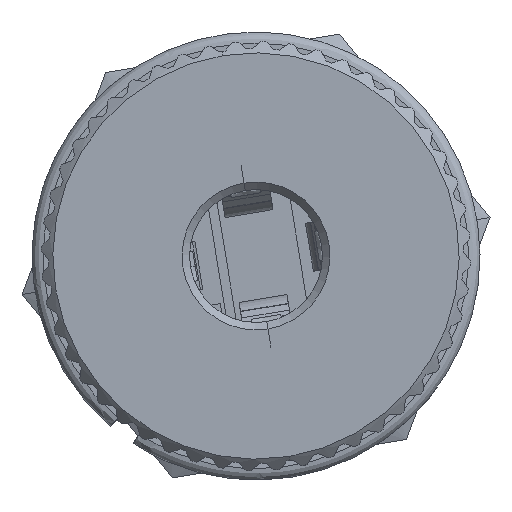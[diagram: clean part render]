
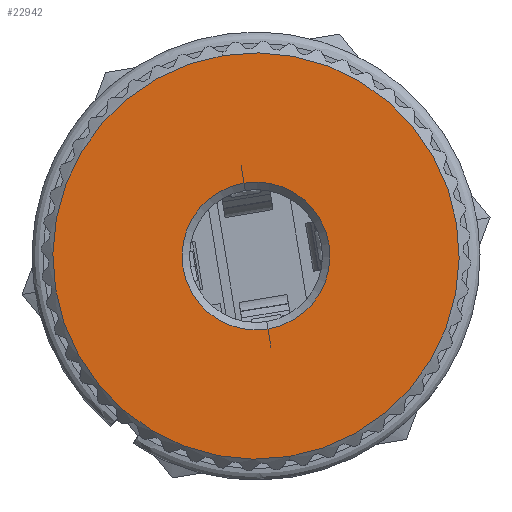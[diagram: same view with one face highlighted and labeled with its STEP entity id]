
A CAD part, left-side view. The second image highlights one B-rep face of the part: STEP entity #22942.
In plain terms, the highlighted planar face has unit normal (-1, 0, 0).
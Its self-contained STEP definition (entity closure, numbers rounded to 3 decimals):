
#1214 = ORIENTED_EDGE ( 'NONE', *, *, #32149, .T. ) ;
#1286 = VERTEX_POINT ( 'NONE', #36669 ) ;
#2100 = FACE_OUTER_BOUND ( 'NONE', #44908, .T. ) ;
#2258 = EDGE_CURVE ( 'NONE', #5994, #14444, #16653, .T. ) ;
#3353 = DIRECTION ( 'NONE',  ( 0., 0., -1. ) ) ;
#3670 = EDGE_LOOP ( 'NONE', ( #1214, #12387 ) ) ;
#5994 = VERTEX_POINT ( 'NONE', #6411 ) ;
#6411 = CARTESIAN_POINT ( 'NONE',  ( 0., 0., -1.98 ) ) ;
#6510 = AXIS2_PLACEMENT_3D ( 'NONE', #13978, #20721, #24397 ) ;
#6620 = CIRCLE ( 'NONE', #36233, 5.442 ) ;
#8084 = DIRECTION ( 'NONE',  ( 0., 0., -1. ) ) ;
#8632 = EDGE_CURVE ( 'NONE', #1286, #33872, #21247, .T. ) ;
#11808 = CARTESIAN_POINT ( 'NONE',  ( 0., 0., 0. ) ) ;
#12387 = ORIENTED_EDGE ( 'NONE', *, *, #2258, .T. ) ;
#13962 = CARTESIAN_POINT ( 'NONE',  ( 0., 0., 0. ) ) ;
#13978 = CARTESIAN_POINT ( 'NONE',  ( 0., 0., 0. ) ) ;
#14444 = VERTEX_POINT ( 'NONE', #16749 ) ;
#16653 = CIRCLE ( 'NONE', #6510, 1.98 ) ;
#16749 = CARTESIAN_POINT ( 'NONE',  ( 0., 0., 1.98 ) ) ;
#18844 = DIRECTION ( 'NONE',  ( 1., 0., 0. ) ) ;
#20361 = DIRECTION ( 'NONE',  ( 0., 0., -1. ) ) ;
#20560 = AXIS2_PLACEMENT_3D ( 'NONE', #28738, #38571, #24590 ) ;
#20721 = DIRECTION ( 'NONE',  ( 1., 0., 0. ) ) ;
#21247 = CIRCLE ( 'NONE', #20560, 5.442 ) ;
#22942 = ADVANCED_FACE ( 'NONE', ( #30677, #2100 ), #35458, .F. ) ;
#24397 = DIRECTION ( 'NONE',  ( 0., 0., -1. ) ) ;
#24590 = DIRECTION ( 'NONE',  ( 0., 0., -1. ) ) ;
#25943 = CIRCLE ( 'NONE', #38041, 1.98 ) ;
#28738 = CARTESIAN_POINT ( 'NONE',  ( 0., 0., 0. ) ) ;
#30677 = FACE_BOUND ( 'NONE', #3670, .T. ) ;
#31279 = CARTESIAN_POINT ( 'NONE',  ( 0., 0., 0. ) ) ;
#32149 = EDGE_CURVE ( 'NONE', #14444, #5994, #25943, .T. ) ;
#33872 = VERTEX_POINT ( 'NONE', #44786 ) ;
#35458 = PLANE ( 'NONE',  #43911 ) ;
#36233 = AXIS2_PLACEMENT_3D ( 'NONE', #31279, #41432, #20361 ) ;
#36669 = CARTESIAN_POINT ( 'NONE',  ( 0., 0., -5.442 ) ) ;
#38041 = AXIS2_PLACEMENT_3D ( 'NONE', #13962, #38501, #3353 ) ;
#38501 = DIRECTION ( 'NONE',  ( 1., 0., 0. ) ) ;
#38571 = DIRECTION ( 'NONE',  ( 1., 0., 0. ) ) ;
#39712 = ORIENTED_EDGE ( 'NONE', *, *, #8632, .F. ) ;
#40045 = ORIENTED_EDGE ( 'NONE', *, *, #40277, .F. ) ;
#40277 = EDGE_CURVE ( 'NONE', #33872, #1286, #6620, .T. ) ;
#41432 = DIRECTION ( 'NONE',  ( 1., 0., 0. ) ) ;
#43911 = AXIS2_PLACEMENT_3D ( 'NONE', #11808, #18844, #8084 ) ;
#44786 = CARTESIAN_POINT ( 'NONE',  ( 0., 0., 5.442 ) ) ;
#44908 = EDGE_LOOP ( 'NONE', ( #39712, #40045 ) ) ;
